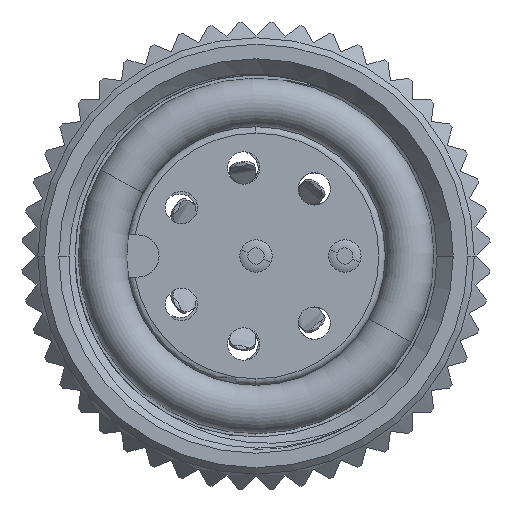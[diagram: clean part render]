
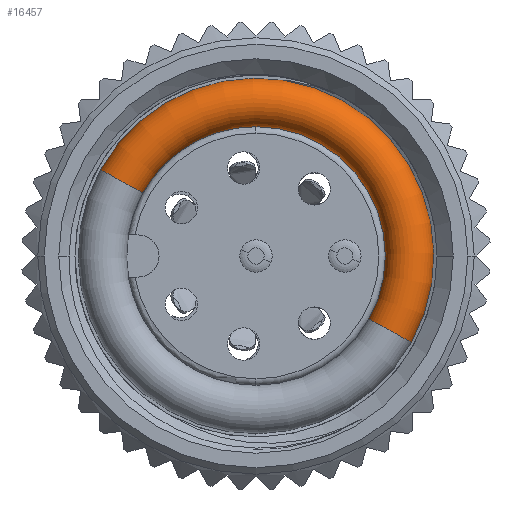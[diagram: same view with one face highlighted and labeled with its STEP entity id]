
A CAD part, left-side view. The second image highlights one B-rep face of the part: STEP entity #16457.
In plain terms, the highlighted toroidal (fillet/blend) face has major radius 4.75 mm and minor radius 0.75 mm.
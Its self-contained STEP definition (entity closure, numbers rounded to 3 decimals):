
#254 = DIRECTION ( 'NONE',  ( 0., 0., -1. ) ) ;
#1054 = AXIS2_PLACEMENT_3D ( 'NONE', #13249, #6469, #10287 ) ;
#1180 = CARTESIAN_POINT ( 'NONE',  ( 0., 0., 5.5 ) ) ;
#1531 = CIRCLE ( 'NONE', #3780, 4. ) ;
#2863 = DIRECTION ( 'NONE',  ( 0., 0., 1. ) ) ;
#3323 = CARTESIAN_POINT ( 'NONE',  ( 0., 0., -5.5 ) ) ;
#3780 = AXIS2_PLACEMENT_3D ( 'NONE', #4201, #11906, #13195 ) ;
#4201 = CARTESIAN_POINT ( 'NONE',  ( 0., 0., 0. ) ) ;
#4593 = CARTESIAN_POINT ( 'NONE',  ( 0., 0., -4. ) ) ;
#5529 = DIRECTION ( 'NONE',  ( 0., 0., 1. ) ) ;
#6066 = EDGE_CURVE ( 'NONE', #9544, #13588, #10691, .T. ) ;
#6469 = DIRECTION ( 'NONE',  ( 0., 1., 0. ) ) ;
#7263 = ORIENTED_EDGE ( 'NONE', *, *, #16506, .F. ) ;
#7931 = CIRCLE ( 'NONE', #10142, 0.75 ) ;
#8183 = VERTEX_POINT ( 'NONE', #8948 ) ;
#8948 = CARTESIAN_POINT ( 'NONE',  ( 0., 0., 4. ) ) ;
#9294 = CARTESIAN_POINT ( 'NONE',  ( 0., 0., 0. ) ) ;
#9544 = VERTEX_POINT ( 'NONE', #3323 ) ;
#10142 = AXIS2_PLACEMENT_3D ( 'NONE', #12255, #14612, #254 ) ;
#10287 = DIRECTION ( 'NONE',  ( 0., 0., 1. ) ) ;
#10691 = CIRCLE ( 'NONE', #15429, 5.5 ) ;
#11052 = AXIS2_PLACEMENT_3D ( 'NONE', #9294, #13545, #5529 ) ;
#11184 = ORIENTED_EDGE ( 'NONE', *, *, #6066, .T. ) ;
#11651 = EDGE_CURVE ( 'NONE', #9544, #16333, #12502, .T. ) ;
#11906 = DIRECTION ( 'NONE',  ( -1., 0., 0. ) ) ;
#12255 = CARTESIAN_POINT ( 'NONE',  ( 0., 0., 4.75 ) ) ;
#12433 = TOROIDAL_SURFACE ( 'NONE', #11052, 4.75, 0.75 ) ;
#12502 = CIRCLE ( 'NONE', #1054, 0.75 ) ;
#12725 = EDGE_CURVE ( 'NONE', #13588, #8183, #7931, .T. ) ;
#12997 = ORIENTED_EDGE ( 'NONE', *, *, #12725, .T. ) ;
#13048 = ORIENTED_EDGE ( 'NONE', *, *, #11651, .F. ) ;
#13195 = DIRECTION ( 'NONE',  ( 0., 0., 1. ) ) ;
#13249 = CARTESIAN_POINT ( 'NONE',  ( 0., 0., -4.75 ) ) ;
#13496 = EDGE_LOOP ( 'NONE', ( #13048, #11184, #12997, #7263 ) ) ;
#13545 = DIRECTION ( 'NONE',  ( -1., 0., 0. ) ) ;
#13588 = VERTEX_POINT ( 'NONE', #1180 ) ;
#13783 = DIRECTION ( 'NONE',  ( -1., 0., 0. ) ) ;
#14612 = DIRECTION ( 'NONE',  ( 0., -1., 0. ) ) ;
#14860 = CARTESIAN_POINT ( 'NONE',  ( 0., 0., 0. ) ) ;
#14956 = FACE_OUTER_BOUND ( 'NONE', #13496, .T. ) ;
#15429 = AXIS2_PLACEMENT_3D ( 'NONE', #14860, #13783, #2863 ) ;
#16333 = VERTEX_POINT ( 'NONE', #4593 ) ;
#16457 = ADVANCED_FACE ( 'NONE', ( #14956 ), #12433, .T. ) ;
#16506 = EDGE_CURVE ( 'NONE', #16333, #8183, #1531, .T. ) ;
